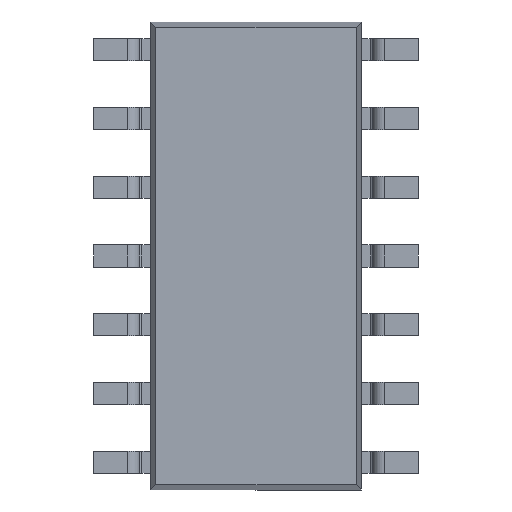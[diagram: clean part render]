
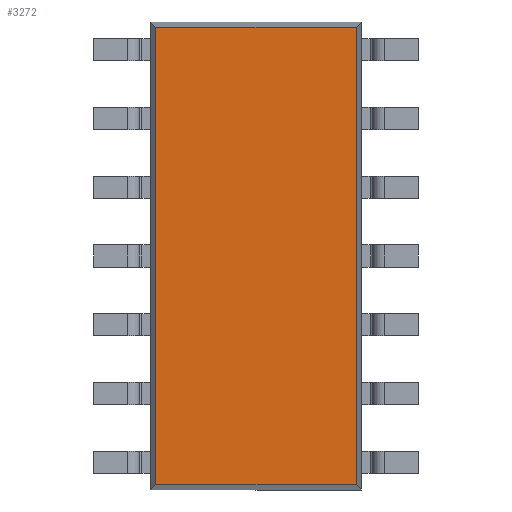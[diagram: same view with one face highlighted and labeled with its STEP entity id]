
A CAD part, front view. The second image highlights one B-rep face of the part: STEP entity #3272.
In plain terms, the highlighted planar face has unit normal (0, -1, 0).
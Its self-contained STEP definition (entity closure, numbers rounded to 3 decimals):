
#65 = CARTESIAN_POINT ( 'NONE',  ( -1.848, 0.175, 4.323 ) ) ;
#317 = ORIENTED_EDGE ( 'NONE', *, *, #2781, .T. ) ;
#490 = ORIENTED_EDGE ( 'NONE', *, *, #5853, .T. ) ;
#532 = DIRECTION ( 'NONE',  ( 0., 0., -1. ) ) ;
#633 = DIRECTION ( 'NONE',  ( 0., 0., 1. ) ) ;
#806 = VERTEX_POINT ( 'NONE', #4640 ) ;
#842 = DIRECTION ( 'NONE',  ( -1., 0., 0. ) ) ;
#1336 = LINE ( 'NONE', #2254, #4021 ) ;
#1550 = VERTEX_POINT ( 'NONE', #4612 ) ;
#1749 = VECTOR ( 'NONE', #842, 1000. ) ;
#1778 = CARTESIAN_POINT ( 'NONE',  ( 1.848, 0.175, 4.223 ) ) ;
#2217 = DIRECTION ( 'NONE',  ( 1., 0., 0. ) ) ;
#2228 = AXIS2_PLACEMENT_3D ( 'NONE', #4024, #3981, #2927 ) ;
#2254 = CARTESIAN_POINT ( 'NONE',  ( -1.948, 0.175, -4.223 ) ) ;
#2316 = EDGE_CURVE ( 'NONE', #806, #5289, #3054, .T. ) ;
#2434 = ORIENTED_EDGE ( 'NONE', *, *, #2316, .T. ) ;
#2781 = EDGE_CURVE ( 'NONE', #1550, #4088, #4332, .T. ) ;
#2834 = LINE ( 'NONE', #3420, #1749 ) ;
#2927 = DIRECTION ( 'NONE',  ( 0., 0., -1. ) ) ;
#3027 = ORIENTED_EDGE ( 'NONE', *, *, #5481, .T. ) ;
#3054 = LINE ( 'NONE', #3131, #3311 ) ;
#3131 = CARTESIAN_POINT ( 'NONE',  ( 1.848, 0.175, -4.323 ) ) ;
#3272 = ADVANCED_FACE ( 'NONE', ( #5710 ), #3469, .T. ) ;
#3311 = VECTOR ( 'NONE', #633, 1000. ) ;
#3420 = CARTESIAN_POINT ( 'NONE',  ( 1.948, 0.175, 4.223 ) ) ;
#3469 = PLANE ( 'NONE',  #2228 ) ;
#3603 = EDGE_LOOP ( 'NONE', ( #490, #2434, #3027, #317 ) ) ;
#3821 = CARTESIAN_POINT ( 'NONE',  ( -1.848, 0.175, -4.223 ) ) ;
#3981 = DIRECTION ( 'NONE',  ( 0., -1., 0. ) ) ;
#4021 = VECTOR ( 'NONE', #2217, 1000. ) ;
#4024 = CARTESIAN_POINT ( 'NONE',  ( 0., 0.175, 0. ) ) ;
#4088 = VERTEX_POINT ( 'NONE', #3821 ) ;
#4164 = VECTOR ( 'NONE', #532, 1000. ) ;
#4332 = LINE ( 'NONE', #65, #4164 ) ;
#4612 = CARTESIAN_POINT ( 'NONE',  ( -1.848, 0.175, 4.223 ) ) ;
#4640 = CARTESIAN_POINT ( 'NONE',  ( 1.848, 0.175, -4.223 ) ) ;
#5289 = VERTEX_POINT ( 'NONE', #1778 ) ;
#5481 = EDGE_CURVE ( 'NONE', #5289, #1550, #2834, .T. ) ;
#5710 = FACE_OUTER_BOUND ( 'NONE', #3603, .T. ) ;
#5853 = EDGE_CURVE ( 'NONE', #4088, #806, #1336, .T. ) ;
